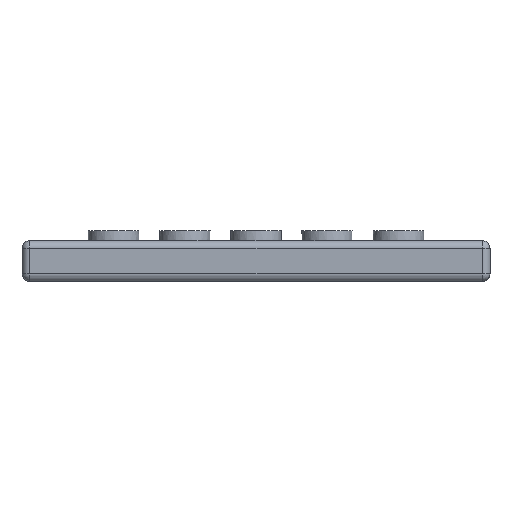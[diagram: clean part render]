
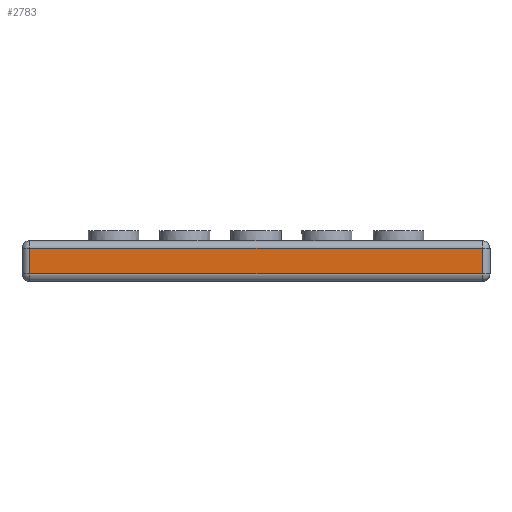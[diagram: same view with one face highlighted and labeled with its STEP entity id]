
A CAD part, left-side view. The second image highlights one B-rep face of the part: STEP entity #2783.
In plain terms, the highlighted planar face has unit normal (-1, 0, 0).
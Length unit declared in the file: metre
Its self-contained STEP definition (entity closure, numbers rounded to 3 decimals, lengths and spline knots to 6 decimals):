
#546=ORIENTED_EDGE('',*,*,#1152,.T.);
#547=ORIENTED_EDGE('',*,*,#1153,.T.);
#548=ORIENTED_EDGE('',*,*,#1154,.T.);
#549=ORIENTED_EDGE('',*,*,#1155,.T.);
#1152=EDGE_CURVE('',#1432,#1433,#1749,.F.);
#1153=EDGE_CURVE('',#1433,#1434,#1750,.T.);
#1154=EDGE_CURVE('',#1434,#1435,#1751,.T.);
#1155=EDGE_CURVE('',#1435,#1432,#1752,.F.);
#1432=VERTEX_POINT('',#4574);
#1433=VERTEX_POINT('',#4575);
#1434=VERTEX_POINT('',#4577);
#1435=VERTEX_POINT('',#4579);
#1749=LINE('',#4573,#1997);
#1750=LINE('',#4576,#1998);
#1751=LINE('',#4578,#1999);
#1752=LINE('',#4580,#2000);
#1997=VECTOR('',#3653,1.);
#1998=VECTOR('',#3654,1.);
#1999=VECTOR('',#3655,1.);
#2000=VECTOR('',#3656,1.);
#2109=EDGE_LOOP('',(#546,#547,#548,#549));
#2383=FACE_BOUND('',#2109,.T.);
#2649=PLANE('',#3008);
#2783=ADVANCED_FACE('',(#2383),#2649,.F.);
#3008=AXIS2_PLACEMENT_3D('',#4572,#3651,#3652);
#3651=DIRECTION('',(1.,0.,0.));
#3652=DIRECTION('',(0.,1.,0.));
#3653=DIRECTION('',(0.,-1.,0.));
#3654=DIRECTION('',(0.,0.,-1.));
#3655=DIRECTION('',(0.,-1.,0.));
#3656=DIRECTION('',(0.,0.,-1.));
#4572=CARTESIAN_POINT('',(-0.00925,0.0385,0.014));
#4573=CARTESIAN_POINT('',(-0.00925,0.0845,0.0125));
#4574=CARTESIAN_POINT('',(-0.00925,-0.006,0.0125));
#4575=CARTESIAN_POINT('',(-0.00925,0.083,0.0125));
#4576=CARTESIAN_POINT('',(-0.00925,0.083,0.014));
#4577=CARTESIAN_POINT('',(-0.00925,0.083,0.0075));
#4578=CARTESIAN_POINT('',(-0.00925,0.0385,0.0075));
#4579=CARTESIAN_POINT('',(-0.00925,-0.006,0.0075));
#4580=CARTESIAN_POINT('',(-0.00925,-0.006,0.014));
